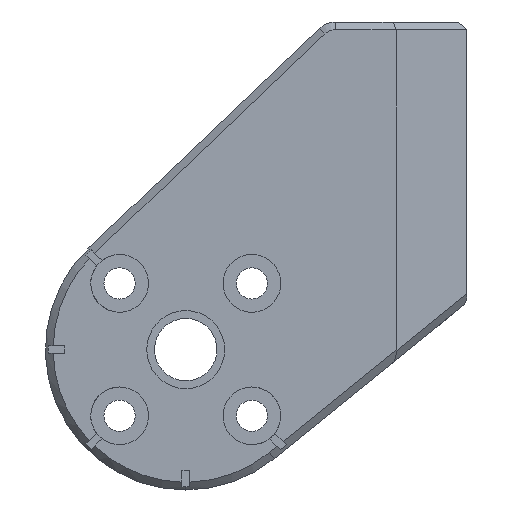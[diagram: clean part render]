
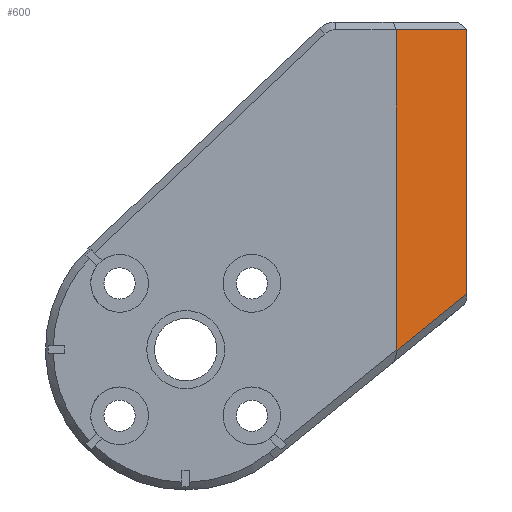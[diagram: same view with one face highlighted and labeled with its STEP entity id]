
A CAD part, left-side view. The second image highlights one B-rep face of the part: STEP entity #600.
In plain terms, the highlighted planar face has unit normal (-0.707, -0.707, 0).
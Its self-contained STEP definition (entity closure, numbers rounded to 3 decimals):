
#208 = EDGE_CURVE ( 'NONE', #4074, #6043, #2606, .T. ) ;
#600 = ADVANCED_FACE ( 'NONE', ( #6153 ), #2086, .T. ) ;
#858 = CARTESIAN_POINT ( 'NONE',  ( -15.75, -15.75, 12. ) ) ;
#933 = EDGE_CURVE ( 'NONE', #2646, #7168, #6286, .T. ) ;
#1002 = CARTESIAN_POINT ( 'NONE',  ( -13.5, -18., 3.576 ) ) ;
#1044 = VECTOR ( 'NONE', #7114, 1000. ) ;
#1187 = VECTOR ( 'NONE', #6955, 1000. ) ;
#1469 = DIRECTION ( 'NONE',  ( 0.707, -0.707, 0. ) ) ;
#1476 = DIRECTION ( 'NONE',  ( 0., 0., 1. ) ) ;
#1614 = LINE ( 'NONE', #5790, #1187 ) ;
#1937 = CARTESIAN_POINT ( 'NONE',  ( -18., -13.5, 0. ) ) ;
#2055 = ORIENTED_EDGE ( 'NONE', *, *, #6987, .F. ) ;
#2086 = PLANE ( 'NONE',  #5945 ) ;
#2606 = LINE ( 'NONE', #7278, #4685 ) ;
#2646 = VERTEX_POINT ( 'NONE', #3091 ) ;
#2827 = ORIENTED_EDGE ( 'NONE', *, *, #4193, .T. ) ;
#2857 = VECTOR ( 'NONE', #5796, 1000. ) ;
#3091 = CARTESIAN_POINT ( 'NONE',  ( -18., -13.5, 20.5 ) ) ;
#3097 = DIRECTION ( 'NONE',  ( 0., 0., -1. ) ) ;
#3150 = ORIENTED_EDGE ( 'NONE', *, *, #4077, .F. ) ;
#3372 = ORIENTED_EDGE ( 'NONE', *, *, #933, .T. ) ;
#3388 = EDGE_LOOP ( 'NONE', ( #3608, #3150, #3372, #2827, #2055 ) ) ;
#3608 = ORIENTED_EDGE ( 'NONE', *, *, #208, .T. ) ;
#4074 = VERTEX_POINT ( 'NONE', #1002 ) ;
#4077 = EDGE_CURVE ( 'NONE', #2646, #6043, #1614, .T. ) ;
#4193 = EDGE_CURVE ( 'NONE', #7168, #6941, #6565, .T. ) ;
#4685 = VECTOR ( 'NONE', #1476, 1000. ) ;
#4759 = CARTESIAN_POINT ( 'NONE',  ( -18., -13.5, -0.002 ) ) ;
#5171 = CARTESIAN_POINT ( 'NONE',  ( -13.5, -18., 20.5 ) ) ;
#5468 = DIRECTION ( 'NONE',  ( -0.707, -0.707, 0. ) ) ;
#5678 = LINE ( 'NONE', #6379, #2857 ) ;
#5790 = CARTESIAN_POINT ( 'NONE',  ( -18., -13.5, 20.5 ) ) ;
#5796 = DIRECTION ( 'NONE',  ( -0.614, 0.614, -0.497 ) ) ;
#5945 = AXIS2_PLACEMENT_3D ( 'NONE', #858, #5468, #1469 ) ;
#6043 = VERTEX_POINT ( 'NONE', #5171 ) ;
#6153 = FACE_OUTER_BOUND ( 'NONE', #3388, .T. ) ;
#6222 = CARTESIAN_POINT ( 'NONE',  ( -18., -13.5, -0.002 ) ) ;
#6286 = LINE ( 'NONE', #1937, #7428 ) ;
#6379 = CARTESIAN_POINT ( 'NONE',  ( -13.5, -18., 3.576 ) ) ;
#6415 = CARTESIAN_POINT ( 'NONE',  ( -17.948, -13.552, -0.027 ) ) ;
#6565 = LINE ( 'NONE', #4759, #1044 ) ;
#6941 = VERTEX_POINT ( 'NONE', #6415 ) ;
#6955 = DIRECTION ( 'NONE',  ( 0.707, -0.707, 0. ) ) ;
#6987 = EDGE_CURVE ( 'NONE', #4074, #6941, #5678, .T. ) ;
#7114 = DIRECTION ( 'NONE',  ( 0.67, -0.67, -0.319 ) ) ;
#7168 = VERTEX_POINT ( 'NONE', #6222 ) ;
#7278 = CARTESIAN_POINT ( 'NONE',  ( -13.5, -18., 12. ) ) ;
#7428 = VECTOR ( 'NONE', #3097, 1000. ) ;
